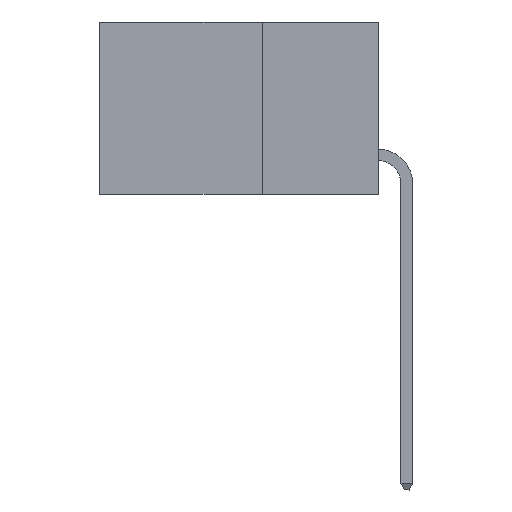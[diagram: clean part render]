
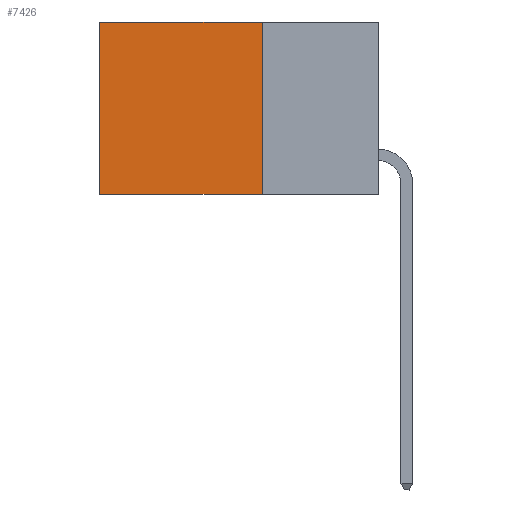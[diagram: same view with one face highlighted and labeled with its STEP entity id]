
A CAD part, left-side view. The second image highlights one B-rep face of the part: STEP entity #7426.
In plain terms, the highlighted planar face has unit normal (-1, 0, 0).
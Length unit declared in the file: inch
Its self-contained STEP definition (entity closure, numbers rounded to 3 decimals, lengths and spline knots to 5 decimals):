
#218 = DIRECTION ( 'NONE',  ( 0., 0., -1. ) ) ;
#404 = LINE ( 'NONE', #4191, #8773 ) ;
#2704 = ORIENTED_EDGE ( 'NONE', *, *, #12086, .T. ) ;
#2848 = CARTESIAN_POINT ( 'NONE',  ( 0.2615, 0.25, -0.37 ) ) ;
#3555 = ORIENTED_EDGE ( 'NONE', *, *, #11437, .T. ) ;
#4157 = DIRECTION ( 'NONE',  ( 0., 1., 0. ) ) ;
#4191 = CARTESIAN_POINT ( 'NONE',  ( 0.2615, 0.25, -0.37 ) ) ;
#4327 = DIRECTION ( 'NONE',  ( 1., 0., 0. ) ) ;
#4697 = CARTESIAN_POINT ( 'NONE',  ( 0.2615, 0.6, -0.37 ) ) ;
#5246 = VERTEX_POINT ( 'NONE', #15629 ) ;
#5569 = DIRECTION ( 'NONE',  ( 0., 0., -1. ) ) ;
#5597 = VERTEX_POINT ( 'NONE', #8158 ) ;
#6154 = LINE ( 'NONE', #8723, #15150 ) ;
#7426 = ADVANCED_FACE ( 'NONE', ( #14200 ), #9215, .F. ) ;
#8127 = CARTESIAN_POINT ( 'NONE',  ( 0.2615, 0.25, 0. ) ) ;
#8158 = CARTESIAN_POINT ( 'NONE',  ( 0.2615, 0.6, 0. ) ) ;
#8723 = CARTESIAN_POINT ( 'NONE',  ( 0.2615, 0.25, -0.37 ) ) ;
#8773 = VECTOR ( 'NONE', #14309, 39.37008 ) ;
#8881 = ORIENTED_EDGE ( 'NONE', *, *, #11252, .F. ) ;
#9215 = PLANE ( 'NONE',  #10495 ) ;
#9405 = VERTEX_POINT ( 'NONE', #13387 ) ;
#10466 = LINE ( 'NONE', #15497, #11619 ) ;
#10495 = AXIS2_PLACEMENT_3D ( 'NONE', #2848, #4327, #5569 ) ;
#10517 = EDGE_CURVE ( 'NONE', #5246, #9405, #404, .T. ) ;
#11252 = EDGE_CURVE ( 'NONE', #11446, #5246, #6154, .T. ) ;
#11437 = EDGE_CURVE ( 'NONE', #11446, #5597, #10466, .T. ) ;
#11446 = VERTEX_POINT ( 'NONE', #8127 ) ;
#11619 = VECTOR ( 'NONE', #4157, 39.37008 ) ;
#12086 = EDGE_CURVE ( 'NONE', #5597, #9405, #15363, .T. ) ;
#13387 = CARTESIAN_POINT ( 'NONE',  ( 0.2615, 0.6, -0.37 ) ) ;
#14007 = VECTOR ( 'NONE', #218, 39.37008 ) ;
#14200 = FACE_OUTER_BOUND ( 'NONE', #15388, .T. ) ;
#14309 = DIRECTION ( 'NONE',  ( 0., 1., 0. ) ) ;
#15150 = VECTOR ( 'NONE', #16342, 39.37008 ) ;
#15363 = LINE ( 'NONE', #4697, #14007 ) ;
#15386 = ORIENTED_EDGE ( 'NONE', *, *, #10517, .F. ) ;
#15388 = EDGE_LOOP ( 'NONE', ( #2704, #15386, #8881, #3555 ) ) ;
#15497 = CARTESIAN_POINT ( 'NONE',  ( 0.2615, 0.25, 0. ) ) ;
#15629 = CARTESIAN_POINT ( 'NONE',  ( 0.2615, 0.25, -0.37 ) ) ;
#16342 = DIRECTION ( 'NONE',  ( 0., 0., -1. ) ) ;
